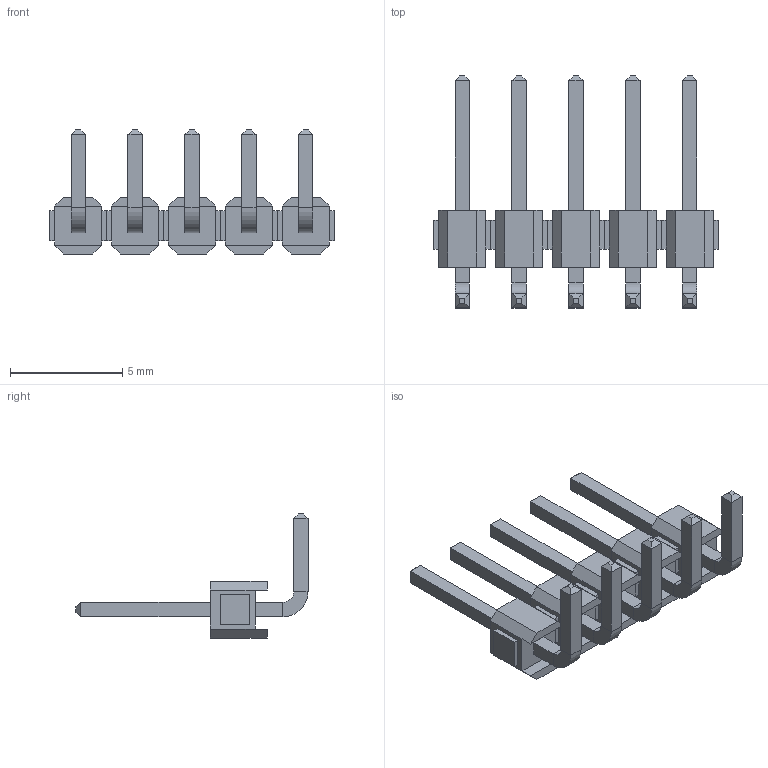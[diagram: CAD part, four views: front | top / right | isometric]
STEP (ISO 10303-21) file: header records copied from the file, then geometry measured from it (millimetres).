
FILE_DESCRIPTION (( 'STEP AP214' ), '1' );
FILE_NAME ('PLSR-05D.STEP', '2019-07-02T21:08:43', ( '' ), ( '' ), 'SwSTEP 2.0', 'SolidWorks 2018', '' );
FILE_SCHEMA (( 'AUTOMOTIVE_DESIGN' ));
Length unit declared in the file: millimetre
Products named in the file (1): PLSR-05D
Bounding box: 12.7 x 10.36 x 5.54 mm (x, y, z)
Volume: 81.7 mm3; surface area: 319.2 mm2
Topology: 5 solids, 5 shells, 250 faces, 560 edges, 340 vertices
Faces by surface type: plane 240, cylinder 10
Entity records: 9504 total; most frequent: CARTESIAN_POINT 1151, ORIENTED_EDGE 1120, DIRECTION 1082, EDGE_CURVE 560, LINE 540, VECTOR 540, VERTEX_POINT 340, AXIS2_PLACEMENT_3D 271
